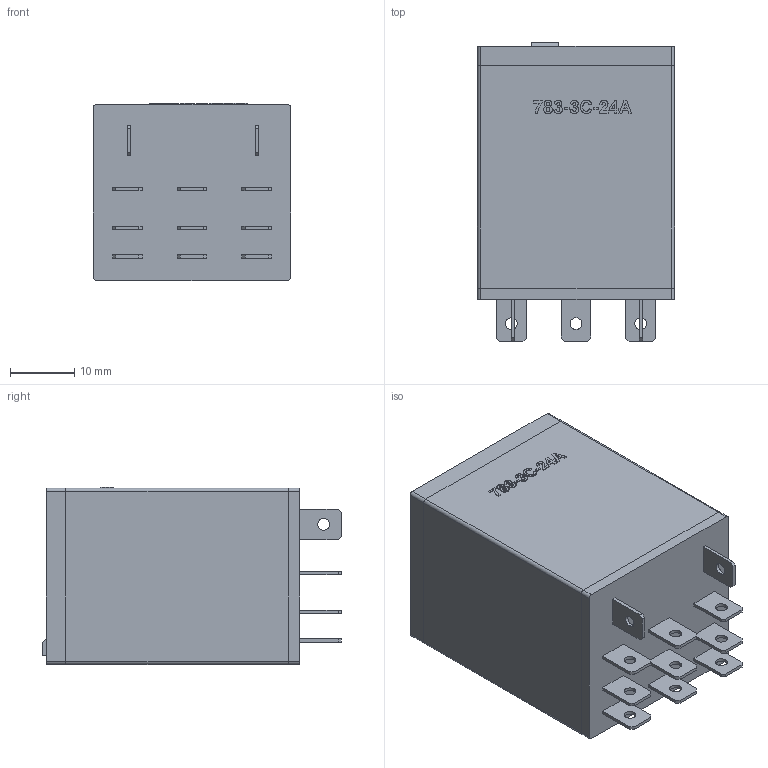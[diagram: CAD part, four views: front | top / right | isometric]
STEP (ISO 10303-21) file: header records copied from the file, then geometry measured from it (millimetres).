
FILE_DESCRIPTION (( 'STEP AP214' ), '1' );
FILE_NAME ('783-3C-24A.STEP', '2013-11-26T18:49:14', ( '' ), ( '' ), 'SwSTEP 2.0', 'SolidWorks 2013', '' );
FILE_SCHEMA (( 'AUTOMOTIVE_DESIGN' ));
Length unit declared in the file: millimetre
Products named in the file (1): 783-3C-24A
Bounding box: 30.75 x 46.6 x 27.62 mm (x, y, z)
Volume: 33291.3 mm3; surface area: 10803.6 mm2
Topology: 14 solids, 14 shells, 343 faces, 868 edges, 577 vertices
Faces by surface type: plane 232, bspline 65, cylinder 46
Entity records: 17340 total; most frequent: CARTESIAN_POINT 5438, ORIENTED_EDGE 1736, DIRECTION 1388, EDGE_CURVE 868, VECTOR 646, LINE 646, VERTEX_POINT 577, EDGE_LOOP 391
